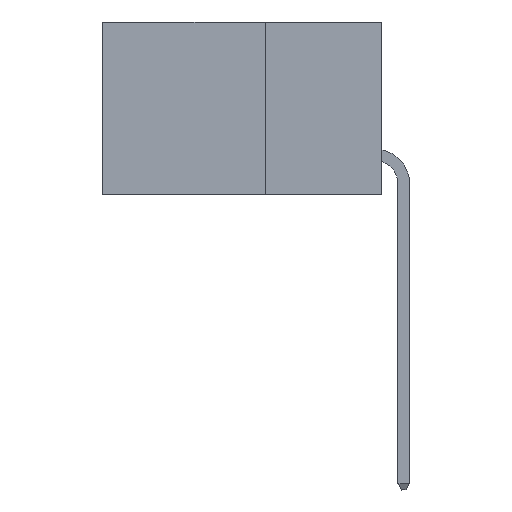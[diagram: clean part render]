
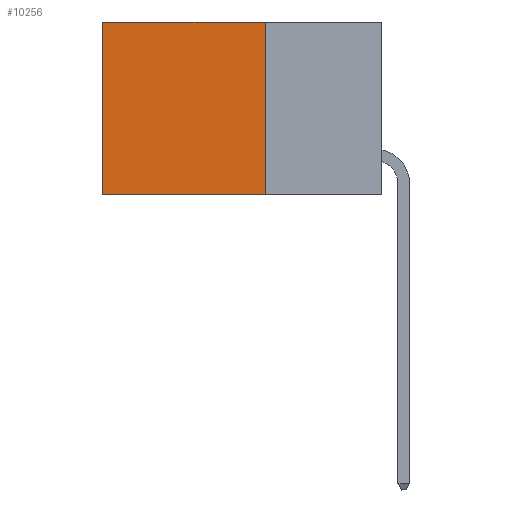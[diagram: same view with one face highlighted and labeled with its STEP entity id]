
A CAD part, left-side view. The second image highlights one B-rep face of the part: STEP entity #10256.
In plain terms, the highlighted planar face has unit normal (-1, 0, 0).
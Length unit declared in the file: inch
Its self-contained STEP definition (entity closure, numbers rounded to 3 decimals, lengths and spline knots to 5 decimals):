
#135 = ORIENTED_EDGE ( 'NONE', *, *, #2928, .T. ) ;
#324 = VERTEX_POINT ( 'NONE', #11067 ) ;
#934 = CARTESIAN_POINT ( 'NONE',  ( 0.2875, 0.6, 0. ) ) ;
#1236 = VECTOR ( 'NONE', #14232, 39.37008 ) ;
#1581 = CARTESIAN_POINT ( 'NONE',  ( 0.2875, 0.25, -0.37 ) ) ;
#1903 = DIRECTION ( 'NONE',  ( 1., 0., 0. ) ) ;
#2019 = CARTESIAN_POINT ( 'NONE',  ( 0.2875, 0.25, 0. ) ) ;
#2513 = EDGE_CURVE ( 'NONE', #14959, #324, #4251, .T. ) ;
#2928 = EDGE_CURVE ( 'NONE', #16156, #9753, #17139, .T. ) ;
#3051 = VECTOR ( 'NONE', #13923, 39.37008 ) ;
#4052 = CARTESIAN_POINT ( 'NONE',  ( 0.2875, 0.25, -0.37 ) ) ;
#4251 = LINE ( 'NONE', #4052, #12924 ) ;
#5695 = LINE ( 'NONE', #11802, #1236 ) ;
#5951 = CARTESIAN_POINT ( 'NONE',  ( 0.2875, 0.25, 0. ) ) ;
#6081 = CARTESIAN_POINT ( 'NONE',  ( 0.2875, 0.25, 0. ) ) ;
#6200 = DIRECTION ( 'NONE',  ( 0., 0., -1. ) ) ;
#6678 = LINE ( 'NONE', #5951, #3051 ) ;
#6822 = EDGE_CURVE ( 'NONE', #16156, #14959, #6678, .T. ) ;
#6915 = AXIS2_PLACEMENT_3D ( 'NONE', #2019, #1903, #6200 ) ;
#7464 = DIRECTION ( 'NONE',  ( 0., 1., 0. ) ) ;
#9753 = VERTEX_POINT ( 'NONE', #934 ) ;
#9772 = EDGE_CURVE ( 'NONE', #9753, #324, #5695, .T. ) ;
#9805 = VECTOR ( 'NONE', #7464, 39.37008 ) ;
#10214 = PLANE ( 'NONE',  #6915 ) ;
#10256 = ADVANCED_FACE ( 'NONE', ( #16182 ), #10214, .F. ) ;
#11067 = CARTESIAN_POINT ( 'NONE',  ( 0.2875, 0.6, -0.37 ) ) ;
#11802 = CARTESIAN_POINT ( 'NONE',  ( 0.2875, 0.6, 0. ) ) ;
#12424 = ORIENTED_EDGE ( 'NONE', *, *, #9772, .T. ) ;
#12924 = VECTOR ( 'NONE', #13517, 39.37008 ) ;
#12991 = CARTESIAN_POINT ( 'NONE',  ( 0.2875, 0.25, 0. ) ) ;
#13517 = DIRECTION ( 'NONE',  ( 0., 1., 0. ) ) ;
#13923 = DIRECTION ( 'NONE',  ( 0., 0., -1. ) ) ;
#14232 = DIRECTION ( 'NONE',  ( 0., 0., -1. ) ) ;
#14335 = ORIENTED_EDGE ( 'NONE', *, *, #2513, .F. ) ;
#14367 = EDGE_LOOP ( 'NONE', ( #12424, #14335, #16233, #135 ) ) ;
#14959 = VERTEX_POINT ( 'NONE', #1581 ) ;
#16156 = VERTEX_POINT ( 'NONE', #12991 ) ;
#16182 = FACE_OUTER_BOUND ( 'NONE', #14367, .T. ) ;
#16233 = ORIENTED_EDGE ( 'NONE', *, *, #6822, .F. ) ;
#17139 = LINE ( 'NONE', #6081, #9805 ) ;
